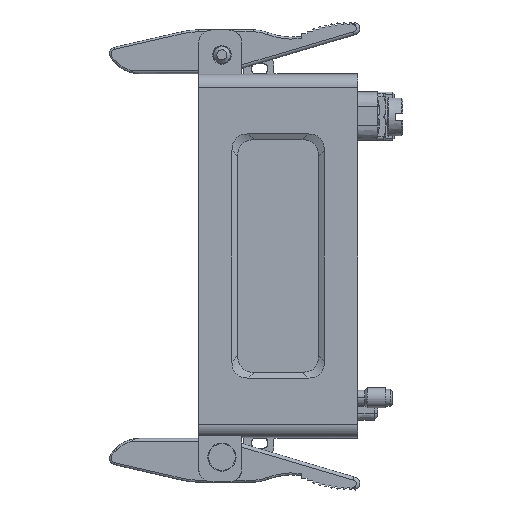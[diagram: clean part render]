
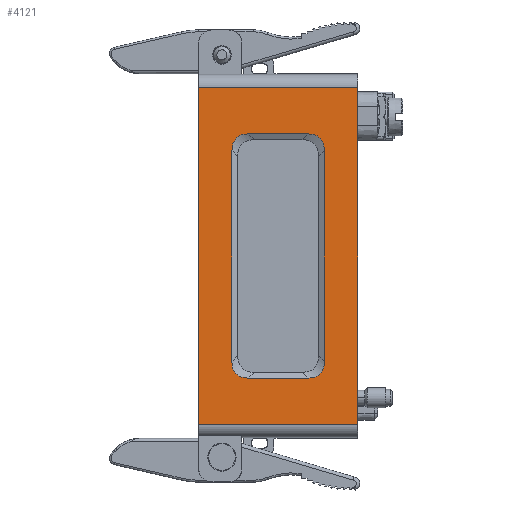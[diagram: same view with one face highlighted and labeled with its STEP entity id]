
A CAD part, left-side view. The second image highlights one B-rep face of the part: STEP entity #4121.
In plain terms, the highlighted planar face has unit normal (-1, 0, 0).
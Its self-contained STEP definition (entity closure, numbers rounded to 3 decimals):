
#1870=LINE('',#18485,#2950);
#2209=LINE('',#19663,#3289);
#2211=LINE('',#19725,#3291);
#2212=LINE('',#19730,#3292);
#2213=LINE('',#19734,#3293);
#2214=LINE('',#19738,#3294);
#2215=LINE('',#19741,#3295);
#2216=LINE('',#19742,#3296);
#2950=VECTOR('',#14727,1.);
#3289=VECTOR('',#15512,1.);
#3291=VECTOR('',#15530,1.);
#3292=VECTOR('',#15533,1.);
#3293=VECTOR('',#15536,1.);
#3294=VECTOR('',#15539,1.);
#3295=VECTOR('',#15542,1.);
#3296=VECTOR('',#15543,1.);
#4121=ADVANCED_FACE('',(#5166,#5167),#4843,.T.);
#4843=PLANE('',#13606);
#5166=FACE_BOUND('',#5441,.T.);
#5167=FACE_BOUND('',#5442,.T.);
#5441=EDGE_LOOP('',(#6818,#6819,#6820,#6821,#6822,#6823,#6824,#6825));
#5442=EDGE_LOOP('',(#6826,#6827,#6828,#6829));
#6818=ORIENTED_EDGE('',*,*,#11813,.T.);
#6819=ORIENTED_EDGE('',*,*,#11814,.T.);
#6820=ORIENTED_EDGE('',*,*,#11815,.T.);
#6821=ORIENTED_EDGE('',*,*,#11816,.T.);
#6822=ORIENTED_EDGE('',*,*,#11817,.T.);
#6823=ORIENTED_EDGE('',*,*,#11818,.T.);
#6824=ORIENTED_EDGE('',*,*,#11819,.T.);
#6825=ORIENTED_EDGE('',*,*,#11820,.T.);
#6826=ORIENTED_EDGE('',*,*,#11306,.F.);
#6827=ORIENTED_EDGE('',*,*,#11821,.T.);
#6828=ORIENTED_EDGE('',*,*,#11804,.T.);
#6829=ORIENTED_EDGE('',*,*,#11822,.T.);
#10050=VERTEX_POINT('',#18484);
#10051=VERTEX_POINT('',#18486);
#10449=VERTEX_POINT('',#19664);
#10450=VERTEX_POINT('',#19665);
#10453=VERTEX_POINT('',#19726);
#10454=VERTEX_POINT('',#19727);
#10455=VERTEX_POINT('',#19729);
#10456=VERTEX_POINT('',#19731);
#10457=VERTEX_POINT('',#19733);
#10458=VERTEX_POINT('',#19735);
#10459=VERTEX_POINT('',#19737);
#10460=VERTEX_POINT('',#19739);
#11306=EDGE_CURVE('',#10050,#10051,#1870,.T.);
#11804=EDGE_CURVE('',#10449,#10450,#2209,.T.);
#11813=EDGE_CURVE('',#10453,#10454,#2211,.T.);
#11814=EDGE_CURVE('',#10454,#10455,#13263,.T.);
#11815=EDGE_CURVE('',#10455,#10456,#2212,.T.);
#11816=EDGE_CURVE('',#10456,#10457,#13264,.T.);
#11817=EDGE_CURVE('',#10457,#10458,#2213,.T.);
#11818=EDGE_CURVE('',#10458,#10459,#13265,.T.);
#11819=EDGE_CURVE('',#10459,#10460,#2214,.T.);
#11820=EDGE_CURVE('',#10460,#10453,#13266,.T.);
#11821=EDGE_CURVE('',#10050,#10449,#2215,.T.);
#11822=EDGE_CURVE('',#10450,#10051,#2216,.T.);
#13263=ELLIPSE('',#13602,13.229,5.);
#13264=ELLIPSE('',#13603,13.229,5.);
#13265=ELLIPSE('',#13604,13.229,5.);
#13266=ELLIPSE('',#13605,13.229,5.);
#13602=AXIS2_PLACEMENT_3D('',#19728,#15531,#15532);
#13603=AXIS2_PLACEMENT_3D('',#19732,#15534,#15535);
#13604=AXIS2_PLACEMENT_3D('',#19736,#15537,#15538);
#13605=AXIS2_PLACEMENT_3D('',#19740,#15540,#15541);
#13606=AXIS2_PLACEMENT_3D('',#19743,#15544,#15545);
#14727=DIRECTION('',(0.,0.,1.));
#15512=DIRECTION('',(0.,0.,1.));
#15530=DIRECTION('',(0.,-1.,0.));
#15531=DIRECTION('',(1.,0.,0.));
#15532=DIRECTION('',(0.,0.707,-0.707));
#15533=DIRECTION('',(0.,0.,-1.));
#15534=DIRECTION('',(1.,0.,0.));
#15535=DIRECTION('',(0.,0.707,0.707));
#15536=DIRECTION('',(0.,1.,0.));
#15537=DIRECTION('',(1.,0.,0.));
#15538=DIRECTION('',(0.,-0.707,0.707));
#15539=DIRECTION('',(0.,0.,1.));
#15540=DIRECTION('',(1.,0.,0.));
#15541=DIRECTION('',(0.,-0.707,-0.707));
#15542=DIRECTION('',(0.,-1.,0.));
#15543=DIRECTION('',(0.,1.,0.));
#15544=DIRECTION('',(-1.,0.,0.));
#15545=DIRECTION('',(0.,0.,1.));
#18484=CARTESIAN_POINT('',(-11.,23.85,-25.221));
#18485=CARTESIAN_POINT('',(-11.,23.85,-22.5));
#18486=CARTESIAN_POINT('',(-11.,23.85,25.221));
#19663=CARTESIAN_POINT('',(-11.,0.,-22.5));
#19664=CARTESIAN_POINT('',(-11.,0.,-25.221));
#19665=CARTESIAN_POINT('',(-11.,0.,25.221));
#19725=CARTESIAN_POINT('',(-11.,18.85,18.3));
#19726=CARTESIAN_POINT('',(-11.,16.35,18.3));
#19727=CARTESIAN_POINT('',(-11.,7.5,18.3));
#19728=CARTESIAN_POINT('',(-11.,15.,8.3));
#19729=CARTESIAN_POINT('',(-11.,5.,15.8));
#19730=CARTESIAN_POINT('',(-11.,5.,20.3));
#19731=CARTESIAN_POINT('',(-11.,5.,-15.8));
#19732=CARTESIAN_POINT('',(-11.,15.,-8.3));
#19733=CARTESIAN_POINT('',(-11.,7.5,-18.3));
#19734=CARTESIAN_POINT('',(-11.,5.,-18.3));
#19735=CARTESIAN_POINT('',(-11.,16.35,-18.3));
#19736=CARTESIAN_POINT('',(-11.,8.85,-8.3));
#19737=CARTESIAN_POINT('',(-11.,18.85,-15.8));
#19738=CARTESIAN_POINT('',(-11.,18.85,-20.3));
#19739=CARTESIAN_POINT('',(-11.,18.85,15.8));
#19740=CARTESIAN_POINT('',(-11.,8.85,8.3));
#19741=CARTESIAN_POINT('',(-11.,0.,-25.221));
#19742=CARTESIAN_POINT('',(-11.,0.,25.221));
#19743=CARTESIAN_POINT('',(-11.,0.,-22.5));
